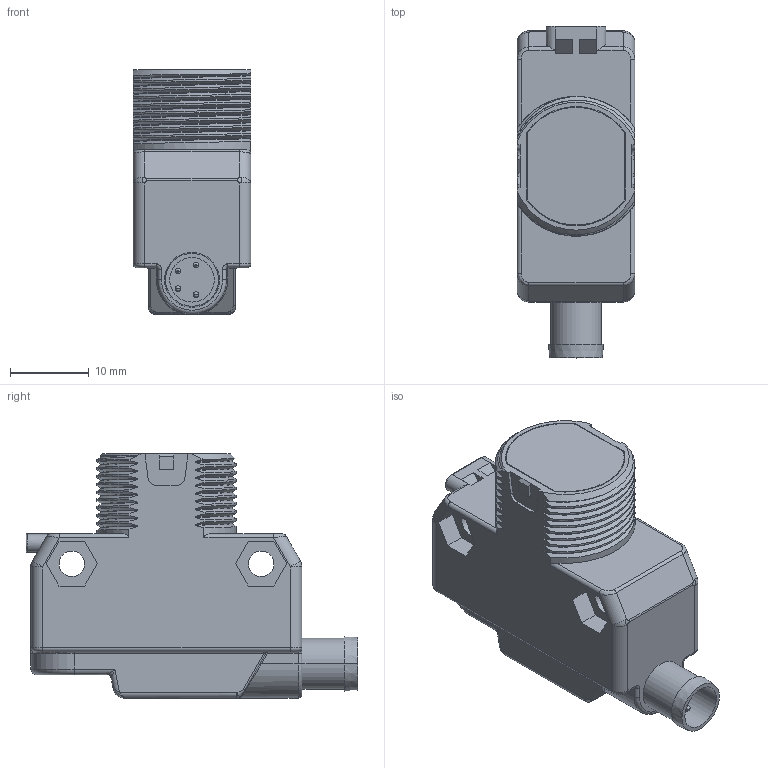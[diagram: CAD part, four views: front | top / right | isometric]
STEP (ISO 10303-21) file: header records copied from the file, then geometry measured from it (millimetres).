
FILE_DESCRIPTION((''),'2;1');
FILE_NAME('139471_SW','2008-05-07T',('banengservice'),('BANNER ENGINEERING'),'PRO/ENGINEER BY PARAMETRIC TECHNOLOGY CORPORATION, 2006170','PRO/ENGINEER BY PARAMETRIC TECHNOLOGY CORPORATION, 2006170','');
FILE_SCHEMA(('CONFIG_CONTROL_DESIGN'));
Length unit declared in the file: inch
Products named in the file (1): 139471_SW
Bounding box: 15 x 42.22 x 31.1 mm (x, y, z)
Volume: 11245.2 mm3; surface area: 4348.3 mm2
Topology: 1 solids, 1 shells, 321 faces, 798 edges, 492 vertices
Faces by surface type: cylinder 103, bspline 97, plane 90, torus 16, sphere 10, cone 5
Entity records: 15428 total; most frequent: CARTESIAN_POINT 8412, ORIENTED_EDGE 1592, DIRECTION 1205, EDGE_CURVE 796, VERTEX_POINT 492, AXIS2_PLACEMENT_3D 414, VECTOR 377, LINE 377
